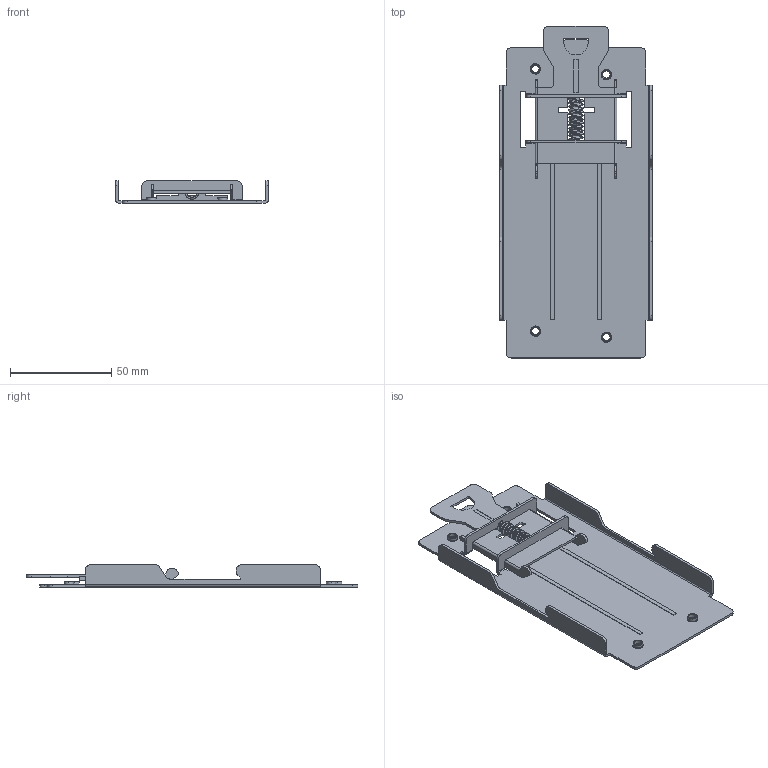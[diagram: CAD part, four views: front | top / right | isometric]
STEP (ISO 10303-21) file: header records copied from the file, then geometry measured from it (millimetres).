
FILE_DESCRIPTION((''),'2;1');
FILE_NAME('004671186_DIN_125_ASM','2024-07-19T14:18:11',('klemen.sitar'),('Audax d.o.o.'),'CREO PARAMETRIC BY PTC INC, 2021304','CREO PARAMETRIC BY PTC INC, 2021304','');
FILE_SCHEMA(('AP242_MANAGED_MODEL_BASED_3D_ENGINEERING_MIM_LF { 1 0 10303 442 1 1 4 }'));
Length unit declared in the file: millimetre
Products named in the file (4): PRT0002_1_1; PRT0002_1_1_2; PRT0004_1; 004671186_DIN_125_ASM
Assembly tree (3 placements, depth 2):
  004671186_DIN_125_ASM
    PRT0002_1_1
    PRT0002_1_1_2
    PRT0004_1
Bounding box: 75.25 x 163.7 x 11 mm (x, y, z)
Volume: 17731.1 mm3; surface area: 31819.7 mm2
Topology: 3 solids, 3 shells, 284 faces, 828 edges, 552 vertices
Faces by surface type: plane 159, cylinder 103, torus 16, bspline 6
Entity records: 14580 total; most frequent: CARTESIAN_POINT 3813, ORIENTED_EDGE 1656, DIRECTION 1650, PRESENTATION_STYLE_ASSIGNMENT 831, STYLED_ITEM 831, CURVE_STYLE 828, EDGE_CURVE 828, VERTEX_POINT 552
